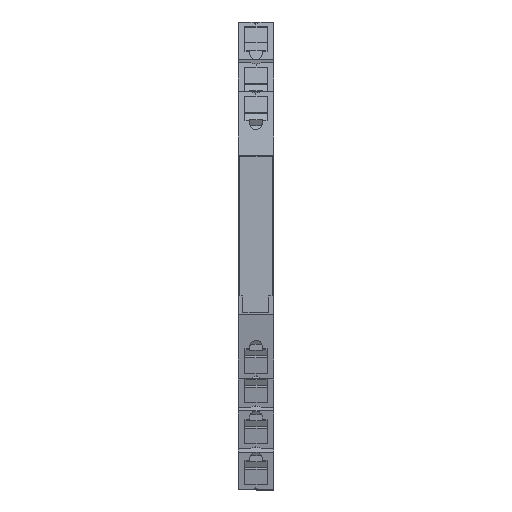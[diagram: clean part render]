
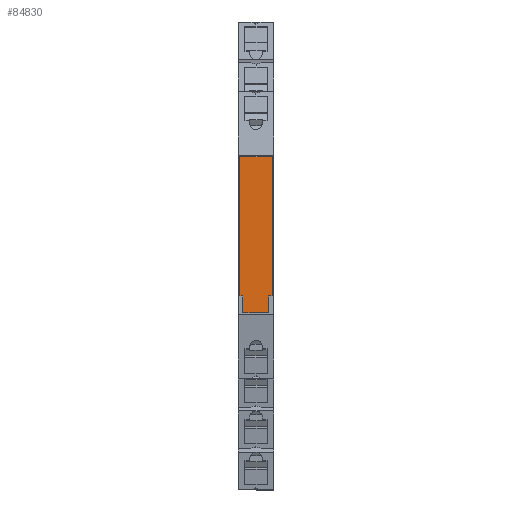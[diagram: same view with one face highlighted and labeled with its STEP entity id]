
A CAD part, top view. The second image highlights one B-rep face of the part: STEP entity #84830.
In plain terms, the highlighted face is planar.
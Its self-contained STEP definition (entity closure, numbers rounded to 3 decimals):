
#80640=CARTESIAN_POINT('',(-19.2,98.5,
-6.6));
#80650=VERTEX_POINT('',#80640);
#80680=CARTESIAN_POINT('',(-19.2,98.5,
-6.1));
#80690=DIRECTION('',(0.,0.,-1.));
#80700=VECTOR('',#80690,1.);
#80710=LINE('',#80680,#80700);
#80720=CARTESIAN_POINT('',(-19.2,98.5,
-1.1));
#80730=VERTEX_POINT('',#80720);
#80740=EDGE_CURVE('',#80730,#80650,#80710,.T.);
#81070=CARTESIAN_POINT('',(4.6,98.5,
-6.6));
#81080=VERTEX_POINT('',#81070);
#81110=CARTESIAN_POINT('',(0.,98.5,
-6.6));
#81120=DIRECTION('',(-1.,0.,0.));
#81130=VECTOR('',#81120,1.);
#81140=LINE('',#81110,#81130);
#81150=EDGE_CURVE('',#81080,#80650,#81140,.T.);
#84150=CARTESIAN_POINT('',(4.6,98.5,
-1.6));
#84160=VERTEX_POINT('',#84150);
#84190=CARTESIAN_POINT('',(-11.7,98.5,
-1.6));
#84200=DIRECTION('',(-1.,0.,0.));
#84210=VECTOR('',#84200,1.);
#84220=LINE('',#84190,#84210);
#84230=CARTESIAN_POINT('',(7.5,98.5,
-1.6));
#84240=VERTEX_POINT('',#84230);
#84250=EDGE_CURVE('',#84240,#84160,#84220,.T.);
#84370=CARTESIAN_POINT('',(-5.85,98.5,
-3.85));
#84380=DIRECTION('',(0.,1.,0.));
#84390=DIRECTION('',(-1.,0.,0.));
#84400=AXIS2_PLACEMENT_3D('',#84370,#84380,#84390);
#84410=PLANE('',#84400);
#84420=CARTESIAN_POINT('',(7.5,98.5,
13.6));
#84430=DIRECTION('',(0.,0.,-1.));
#84440=VECTOR('',#84430,1.);
#84450=LINE('',#84420,#84440);
#84460=CARTESIAN_POINT('',(7.5,98.5,
-6.));
#84470=VERTEX_POINT('',#84460);
#84480=EDGE_CURVE('',#84240,#84470,#84450,.T.);
#84490=ORIENTED_EDGE('',*,*,#84480,.T.);
#84500=ORIENTED_EDGE('',*,*,#84250,.F.);
#84510=CARTESIAN_POINT('',(4.6,98.5,
-1.6));
#84520=DIRECTION('',(0.,0.,-1.));
#84530=VECTOR('',#84520,1.);
#84540=LINE('',#84510,#84530);
#84550=CARTESIAN_POINT('',(4.6,98.5,
-1.1));
#84560=VERTEX_POINT('',#84550);
#84570=EDGE_CURVE('',#84560,#84160,#84540,.T.);
#84580=ORIENTED_EDGE('',*,*,#84570,.T.);
#84590=CARTESIAN_POINT('',(0.,98.5,
-1.1));
#84600=DIRECTION('',(-1.,0.,0.));
#84610=VECTOR('',#84600,1.);
#84620=LINE('',#84590,#84610);
#84630=EDGE_CURVE('',#84560,#80730,#84620,.T.);
#84640=ORIENTED_EDGE('',*,*,#84630,.F.);
#84650=ORIENTED_EDGE('',*,*,#80740,.F.);
#84660=ORIENTED_EDGE('',*,*,#81150,.T.);
#84670=CARTESIAN_POINT('',(4.6,98.5,
-6.1));
#84680=DIRECTION('',(0.,0.,-1.));
#84690=VECTOR('',#84680,1.);
#84700=LINE('',#84670,#84690);
#84710=CARTESIAN_POINT('',(4.6,98.5,
-6.));
#84720=VERTEX_POINT('',#84710);
#84730=EDGE_CURVE('',#84720,#81080,#84700,.T.);
#84740=ORIENTED_EDGE('',*,*,#84730,.T.);
#84750=CARTESIAN_POINT('',(-10.2,98.5,
-6.));
#84760=DIRECTION('',(1.,0.,0.));
#84770=VECTOR('',#84760,1.);
#84780=LINE('',#84750,#84770);
#84790=EDGE_CURVE('',#84720,#84470,#84780,.T.);
#84800=ORIENTED_EDGE('',*,*,#84790,.F.);
#84810=EDGE_LOOP('',(#84800,#84740,#84660,#84650,#84640,#84580,#84500,
#84490));
#84820=FACE_OUTER_BOUND('',#84810,.T.);
#84830=ADVANCED_FACE('',(#84820),#84410,.T.);
